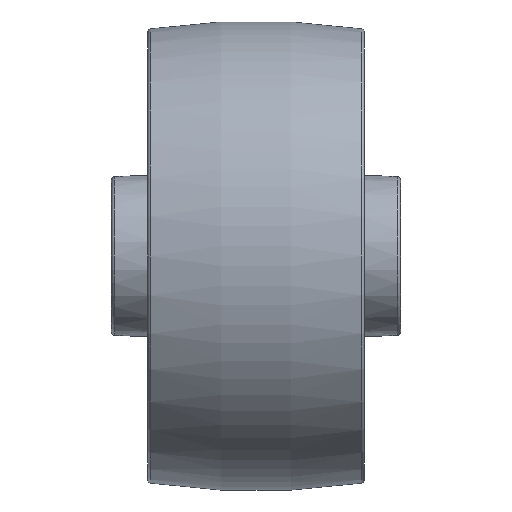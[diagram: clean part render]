
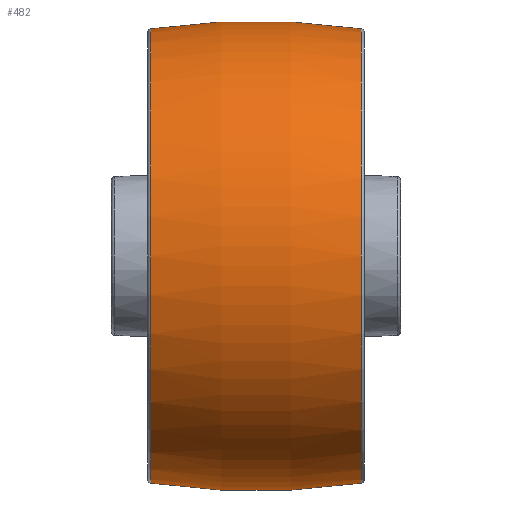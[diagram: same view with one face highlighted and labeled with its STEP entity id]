
A CAD part, front view. The second image highlights one B-rep face of the part: STEP entity #482.
In plain terms, the highlighted toroidal (fillet/blend) face has major radius 67.5 mm and minor radius 100 mm.
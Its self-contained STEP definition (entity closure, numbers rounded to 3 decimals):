
#3 = CARTESIAN_POINT ( 'NONE',  ( 0., 0., 67.5 ) ) ;
#83 = EDGE_CURVE ( 'NONE', #785, #581, #386, .T. ) ;
#140 = DIRECTION ( 'NONE',  ( 1., 0., 0. ) ) ;
#151 = AXIS2_PLACEMENT_3D ( 'NONE', #730, #1348, #1334 ) ;
#293 = EDGE_CURVE ( 'NONE', #985, #785, #597, .T. ) ;
#386 = CIRCLE ( 'NONE', #151, 100. ) ;
#398 = CARTESIAN_POINT ( 'NONE',  ( -14.573, 0., -31.432 ) ) ;
#426 = CARTESIAN_POINT ( 'NONE',  ( 14.573, 0., 0. ) ) ;
#482 = ADVANCED_FACE ( 'NONE', ( #1555 ), #1444, .T. ) ;
#525 = CARTESIAN_POINT ( 'NONE',  ( -14.573, 0., 0. ) ) ;
#581 = VERTEX_POINT ( 'NONE', #1178 ) ;
#597 = CIRCLE ( 'NONE', #944, 31.432 ) ;
#654 = DIRECTION ( 'NONE',  ( 0., 0., 1. ) ) ;
#730 = CARTESIAN_POINT ( 'NONE',  ( 0., 0., -67.5 ) ) ;
#785 = VERTEX_POINT ( 'NONE', #1281 ) ;
#832 = ORIENTED_EDGE ( 'NONE', *, *, #83, .T. ) ;
#839 = AXIS2_PLACEMENT_3D ( 'NONE', #525, #140, #1506 ) ;
#840 = AXIS2_PLACEMENT_3D ( 'NONE', #1088, #1316, #959 ) ;
#841 = CIRCLE ( 'NONE', #839, 31.432 ) ;
#927 = DIRECTION ( 'NONE',  ( 0., 0., 1. ) ) ;
#944 = AXIS2_PLACEMENT_3D ( 'NONE', #426, #1280, #927 ) ;
#947 = ORIENTED_EDGE ( 'NONE', *, *, #293, .T. ) ;
#959 = DIRECTION ( 'NONE',  ( 0., 0., 1. ) ) ;
#985 = VERTEX_POINT ( 'NONE', #1491 ) ;
#1023 = AXIS2_PLACEMENT_3D ( 'NONE', #3, #1030, #654 ) ;
#1027 = EDGE_CURVE ( 'NONE', #581, #1379, #841, .T. ) ;
#1030 = DIRECTION ( 'NONE',  ( 0., 1., 0. ) ) ;
#1055 = EDGE_CURVE ( 'NONE', #985, #1379, #1185, .T. ) ;
#1088 = CARTESIAN_POINT ( 'NONE',  ( 0., 0., 0. ) ) ;
#1178 = CARTESIAN_POINT ( 'NONE',  ( -14.573, 0., 31.432 ) ) ;
#1185 = CIRCLE ( 'NONE', #1023, 100. ) ;
#1280 = DIRECTION ( 'NONE',  ( -1., 0., 0. ) ) ;
#1281 = CARTESIAN_POINT ( 'NONE',  ( 14.573, 0., 31.432 ) ) ;
#1316 = DIRECTION ( 'NONE',  ( -1., 0., 0. ) ) ;
#1334 = DIRECTION ( 'NONE',  ( 0., 0., -1. ) ) ;
#1348 = DIRECTION ( 'NONE',  ( 0., -1., 0. ) ) ;
#1379 = VERTEX_POINT ( 'NONE', #398 ) ;
#1407 = ORIENTED_EDGE ( 'NONE', *, *, #1055, .F. ) ;
#1437 = EDGE_LOOP ( 'NONE', ( #1407, #947, #832, #1533 ) ) ;
#1444 = TOROIDAL_SURFACE ( 'NONE', #840, -67.5, 100. ) ;
#1491 = CARTESIAN_POINT ( 'NONE',  ( 14.573, 0., -31.432 ) ) ;
#1506 = DIRECTION ( 'NONE',  ( 0., 0., -1. ) ) ;
#1533 = ORIENTED_EDGE ( 'NONE', *, *, #1027, .T. ) ;
#1555 = FACE_OUTER_BOUND ( 'NONE', #1437, .T. ) ;
